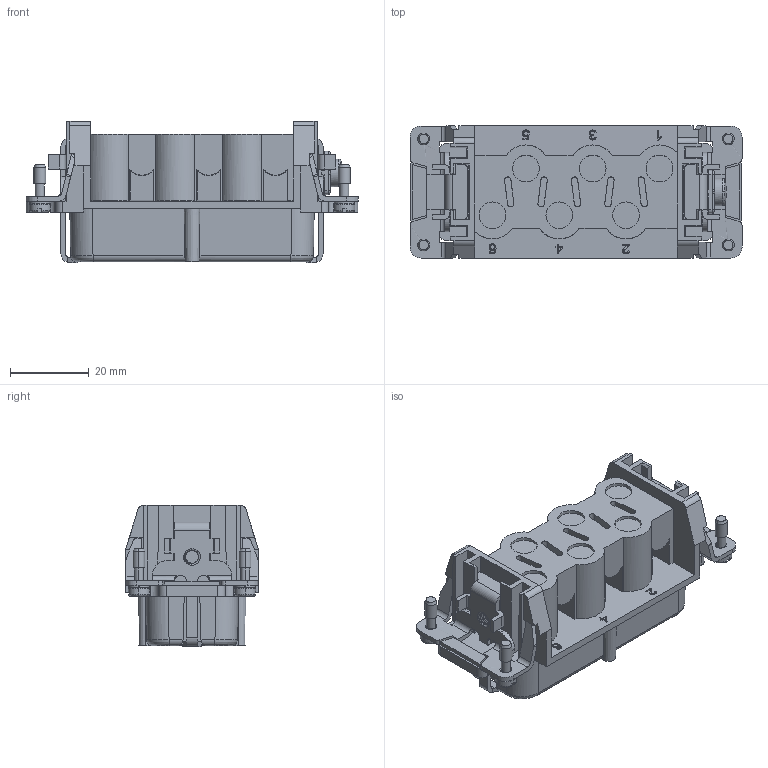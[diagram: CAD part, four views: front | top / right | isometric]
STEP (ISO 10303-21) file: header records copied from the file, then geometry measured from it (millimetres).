
FILE_DESCRIPTION (( 'STEP AP203' ), '1' );
FILE_NAME ('ZP-MC16B-1-FS006.STEP', '2023-07-06T19:39:38', ( '' ), ( '' ), 'SwSTEP 2.0', 'SolidWorks 2021', '' );
FILE_SCHEMA (( 'CONFIG_CONTROL_DESIGN' ));
Length unit declared in the file: inch
Products named in the file (1): ZP-MC16B-1-FS006
Bounding box: 84.5 x 33.8 x 35.9 mm (x, y, z)
Volume: 37282.5 mm3; surface area: 23289 mm2
Topology: 1 solids, 1 shells, 1089 faces, 3028 edges, 1964 vertices
Faces by surface type: plane 646, cylinder 209, cone 141, bspline 92, torus 1
Full cylindrical faces by diameter (mm): 2.7 x2
Entity records: 49338 total; most frequent: CARTESIAN_POINT 21989, ORIENTED_EDGE 6030, DIRECTION 5262, EDGE_CURVE 3015, VERTEX_POINT 1964, LINE 1950, VECTOR 1950, AXIS2_PLACEMENT_3D 1656
